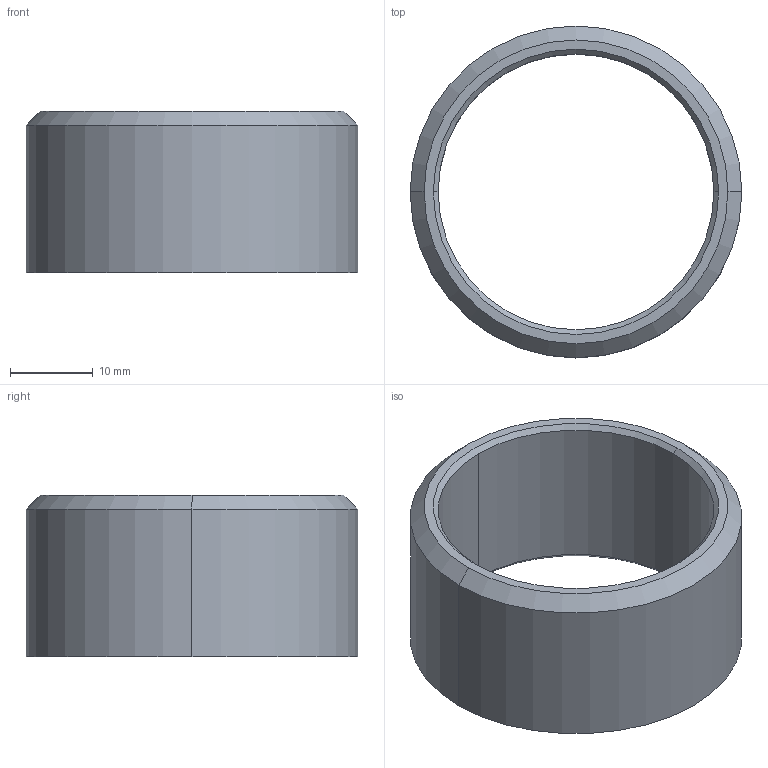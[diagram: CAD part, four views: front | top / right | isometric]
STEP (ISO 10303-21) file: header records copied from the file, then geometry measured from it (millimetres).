
FILE_DESCRIPTION (( 'STEP AP203' ), '1' );
FILE_NAME ('11-0203-06_outokumpu.step', '2015-08-10T12:25:36', ( '' ), ( '' ), 'SwSTEP 2.0', 'SolidWorks 2008', '' );
FILE_SCHEMA (( 'CONFIG_CONTROL_DESIGN' ));
Length unit declared in the file: millimetre
Products named in the file (1): 11-0203-06_outokumpu
Bounding box: 40 x 40 x 19.5 mm (x, y, z)
Volume: 7363.9 mm3; surface area: 5066 mm2
Topology: 1 solids, 1 shells, 12 faces, 28 edges, 18 vertices
Faces by surface type: cone 6, cylinder 4, plane 2
Entity records: 435 total; most frequent: DIRECTION 72, CARTESIAN_POINT 59, ORIENTED_EDGE 56, AXIS2_PLACEMENT_3D 31, EDGE_CURVE 28, CIRCLE 18, VERTEX_POINT 18, EDGE_LOOP 14
